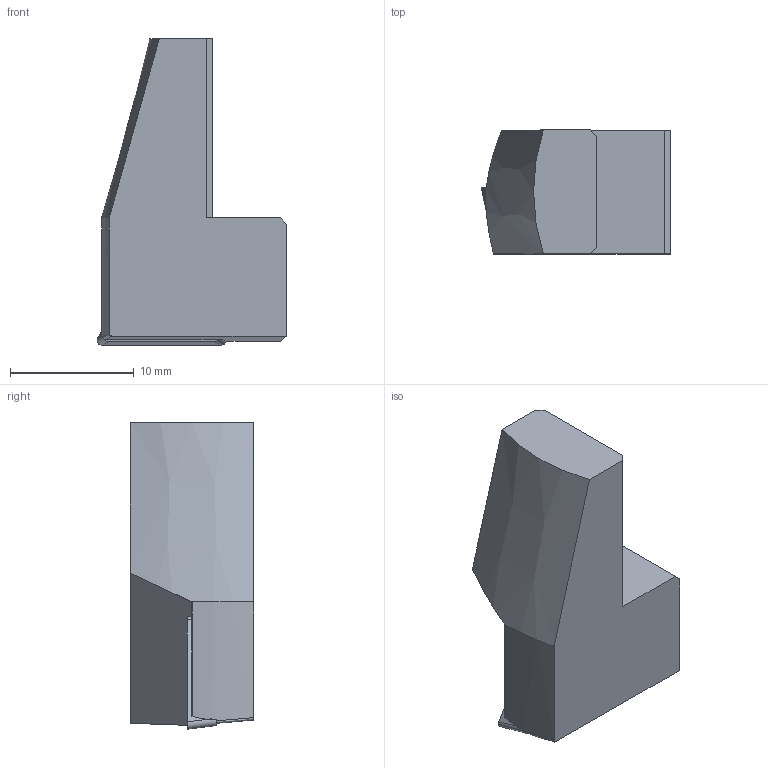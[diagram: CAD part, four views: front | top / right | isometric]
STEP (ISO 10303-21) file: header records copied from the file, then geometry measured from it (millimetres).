
FILE_DESCRIPTION(/* description */ (''),/* implementation_level */ '2;1');
FILE_NAME(/* name */ 'A72440.stp',/* time_stamp */ '2017-10-23T09:38:38+05:00',/* author */ (''),/* organization */ (''),/* preprocessor_version */ 'ST-DEVELOPER v16',/* originating_system */ 'SIEMENS PLM Software NX 11.0',/* authorisation */ '');
FILE_SCHEMA (('AUTOMOTIVE_DESIGN { 1 0 10303 214 3 1 1 1 }'));
Length unit declared in the file: millimetre
Products named in the file (1): A72440
Bounding box: 15.35 x 10 x 24.8 mm (x, y, z)
Volume: 1958.4 mm3; surface area: 1330 mm2
Topology: 2 solids, 2 shells, 29 faces, 76 edges, 51 vertices
Faces by surface type: plane 23, cylinder 4, bspline 1, cone 1
Entity records: 1071 total; most frequent: CARTESIAN_POINT 296, ORIENTED_EDGE 152, DIRECTION 142, EDGE_CURVE 76, LINE 58, VECTOR 58, VERTEX_POINT 51, AXIS2_PLACEMENT_3D 42
